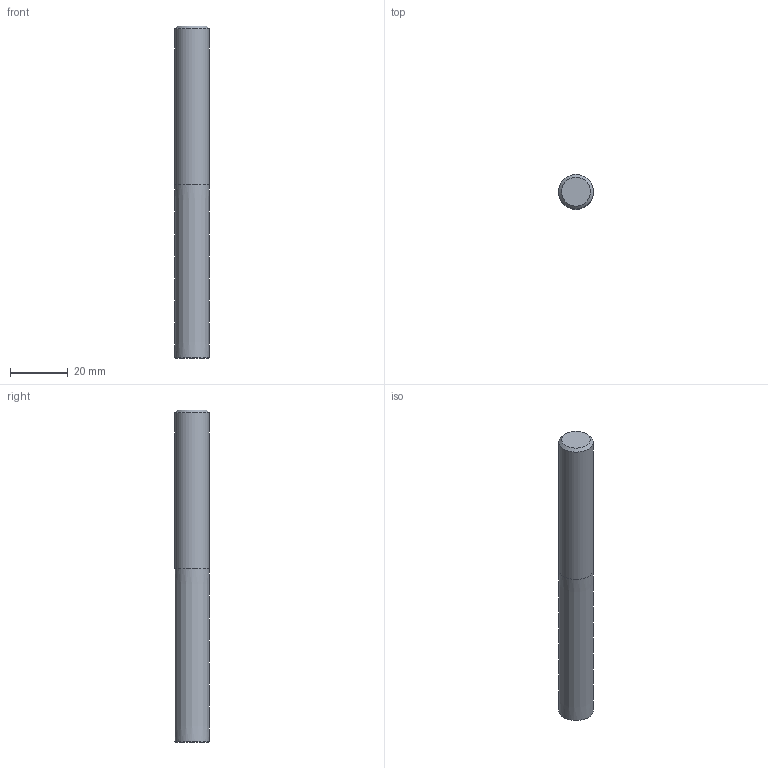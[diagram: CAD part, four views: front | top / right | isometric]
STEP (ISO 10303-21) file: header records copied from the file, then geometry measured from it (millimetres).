
FILE_DESCRIPTION(/* description */ (''),/* implementation_level */ '2;1');
FILE_NAME(/* name */ 'JS565120D4C.3Z5C-NXT_Basic.stp',/* time_stamp */ '2024-05-22T10:10:47+06:00',/* author */ (''),/* organization */ (''),/* preprocessor_version */ 'ST-DEVELOPER v16.7',/* originating_system */ 'SIEMENS PLM Software NX 12.0',/* authorisation */ '');
FILE_SCHEMA (('AUTOMOTIVE_DESIGN { 1 0 10303 214 3 1 1 1 }'));
Length unit declared in the file: millimetre
Products named in the file (1): inpu56149FCEvez5
Bounding box: 12 x 12 x 115 mm (x, y, z)
Volume: 12981.9 mm3; surface area: 4760.3 mm2
Topology: 2 solids, 2 shells, 10 faces, 14 edges, 10 vertices
Faces by surface type: plane 5, cone 3, cylinder 2
Full cylindrical faces by diameter (mm): 1.2 x1, 12 x1
Entity records: 280 total; most frequent: CARTESIAN_POINT 47, DIRECTION 44, AXIS2_PLACEMENT_3D 22, EDGE_LOOP 16, ORIENTED_EDGE 16, FACE_BOUND 12, ADVANCED_FACE 10, VERTEX_POINT 8
